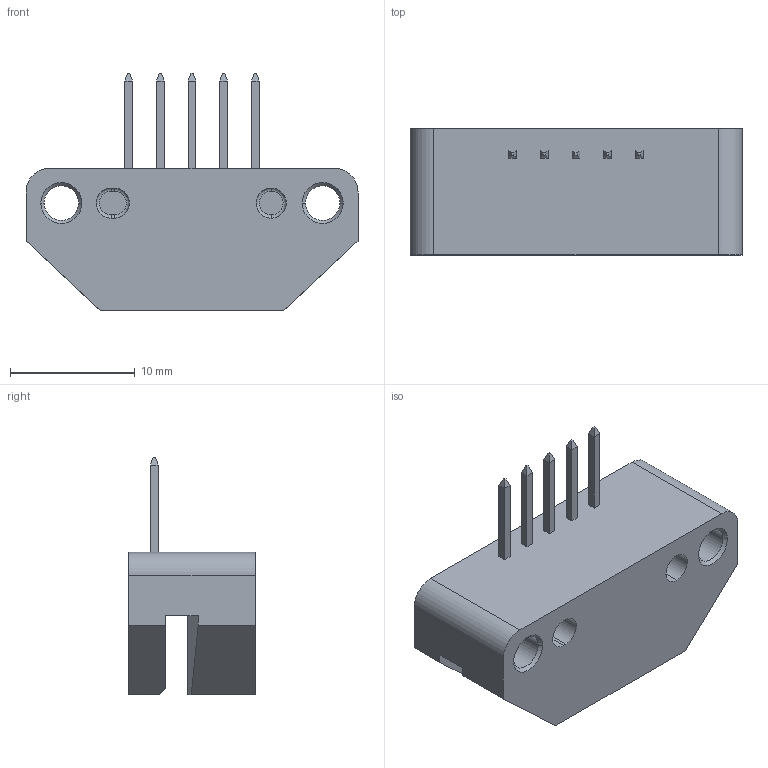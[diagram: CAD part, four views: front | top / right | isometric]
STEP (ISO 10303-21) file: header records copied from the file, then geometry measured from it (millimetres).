
FILE_DESCRIPTION (( 'STEP AP203' ), '1' );
FILE_NAME ('E3-X-1000-X-H-D-X-10_01_sldprt.STEP', '2016-06-02T17:08:03', ( 'Shusen Zhang' ), ( 'MathWorks' ), 'SwSTEP 2.0', 'SolidWorks 2015', '' );
FILE_SCHEMA (( 'CONFIG_CONTROL_DESIGN' ));
Length unit declared in the file: inch
Products named in the file (1): E3-X-1000-X-H-D-X-10_01_sldprt
Bounding box: 26.62 x 10.11 x 19.05 mm (x, y, z)
Volume: 2299.9 mm3; surface area: 1796.1 mm2
Topology: 1 solids, 1 shells, 286 faces, 723 edges, 470 vertices
Faces by surface type: plane 211, bspline 45, cylinder 22, cone 8
Entity records: 11159 total; most frequent: CARTESIAN_POINT 4456, ORIENTED_EDGE 1446, DIRECTION 1177, EDGE_CURVE 723, LINE 581, VECTOR 581, VERTEX_POINT 470, EDGE_LOOP 321
